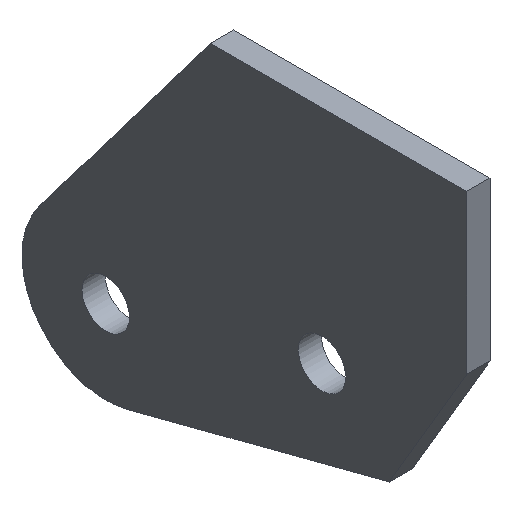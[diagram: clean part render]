
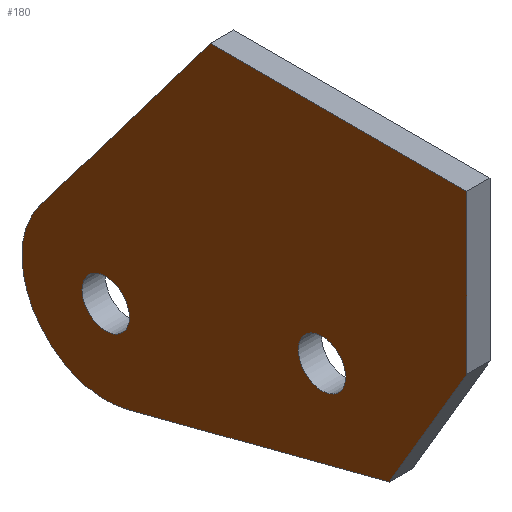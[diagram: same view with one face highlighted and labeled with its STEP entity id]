
A CAD part, isometric view. The second image highlights one B-rep face of the part: STEP entity #180.
In plain terms, the highlighted planar face has unit normal (-1, 0, 0).
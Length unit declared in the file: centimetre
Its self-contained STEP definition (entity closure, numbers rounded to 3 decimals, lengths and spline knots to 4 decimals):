
#21=FACE_BOUND('',#38,.T.);
#22=FACE_BOUND('',#39,.T.);
#27=FACE_OUTER_BOUND('',#37,.T.);
#37=EDGE_LOOP('',(#129,#130,#131,#132,#133,#134));
#38=EDGE_LOOP('',(#135));
#39=EDGE_LOOP('',(#136));
#53=CIRCLE('',#193,1.8);
#54=CIRCLE('',#194,0.51);
#55=CIRCLE('',#195,0.51);
#59=LINE('',#262,#75);
#60=LINE('',#266,#76);
#61=LINE('',#268,#77);
#62=LINE('',#270,#78);
#63=LINE('',#271,#79);
#75=VECTOR('',#212,6.1207);
#76=VECTOR('',#215,5.8333);
#77=VECTOR('',#216,3.2886);
#78=VECTOR('',#217,3.407);
#79=VECTOR('',#218,5.5134);
#91=VERTEX_POINT('',#260);
#92=VERTEX_POINT('',#261);
#93=VERTEX_POINT('',#263);
#94=VERTEX_POINT('',#265);
#95=VERTEX_POINT('',#267);
#96=VERTEX_POINT('',#269);
#97=VERTEX_POINT('',#272);
#98=VERTEX_POINT('',#274);
#107=EDGE_CURVE('',#91,#92,#59,.T.);
#108=EDGE_CURVE('',#92,#93,#53,.T.);
#109=EDGE_CURVE('',#93,#94,#60,.T.);
#110=EDGE_CURVE('',#94,#95,#61,.T.);
#111=EDGE_CURVE('',#96,#95,#62,.T.);
#112=EDGE_CURVE('',#91,#96,#63,.T.);
#113=EDGE_CURVE('',#97,#97,#54,.T.);
#114=EDGE_CURVE('',#98,#98,#55,.T.);
#129=ORIENTED_EDGE('',*,*,#107,.T.);
#130=ORIENTED_EDGE('',*,*,#108,.T.);
#131=ORIENTED_EDGE('',*,*,#109,.T.);
#132=ORIENTED_EDGE('',*,*,#110,.T.);
#133=ORIENTED_EDGE('',*,*,#111,.F.);
#134=ORIENTED_EDGE('',*,*,#112,.F.);
#135=ORIENTED_EDGE('',*,*,#113,.T.);
#136=ORIENTED_EDGE('',*,*,#114,.T.);
#173=PLANE('',#192);
#180=ADVANCED_FACE('',(#27,#21,#22),#173,.T.);
#192=AXIS2_PLACEMENT_3D('',#259,#210,#211);
#193=AXIS2_PLACEMENT_3D('',#264,#213,#214);
#194=AXIS2_PLACEMENT_3D('',#273,#219,#220);
#195=AXIS2_PLACEMENT_3D('',#275,#221,#222);
#210=DIRECTION('center_axis',(-1.,0.,0.));
#211=DIRECTION('ref_axis',(0.,0.,1.));
#212=DIRECTION('',(0.,0.602,-0.798));
#213=DIRECTION('center_axis',(-1.,0.,0.));
#214=DIRECTION('ref_axis',(0.,0.798,0.602));
#215=DIRECTION('',(0.,-0.968,0.252));
#216=DIRECTION('',(0.,-0.506,0.862));
#217=DIRECTION('',(0.,0.,-1.));
#218=DIRECTION('',(0.,-1.,0.));
#219=DIRECTION('center_axis',(1.,0.,0.));
#220=DIRECTION('ref_axis',(0.,0.,-1.));
#221=DIRECTION('center_axis',(1.,0.,0.));
#222=DIRECTION('ref_axis',(0.,0.,-1.));
#259=CARTESIAN_POINT('Origin',(-0.25,0.,0.));
#260=CARTESIAN_POINT('',(-0.25,10.15,-0.4));
#261=CARTESIAN_POINT('',(-0.25,13.8368,-5.2858));
#262=CARTESIAN_POINT('',(-0.25,10.15,-0.4));
#263=CARTESIAN_POINT('',(-0.25,11.9467,-8.112));
#264=CARTESIAN_POINT('Origin',(-0.25,12.4,-6.37));
#265=CARTESIAN_POINT('',(-0.25,6.3014,-6.643));
#266=CARTESIAN_POINT('',(-0.25,11.9467,-8.112));
#267=CARTESIAN_POINT('',(-0.25,4.6366,-3.807));
#268=CARTESIAN_POINT('',(-0.25,6.3014,-6.643));
#269=CARTESIAN_POINT('',(-0.25,4.6366,-0.4));
#270=CARTESIAN_POINT('',(-0.25,4.6366,-0.4));
#271=CARTESIAN_POINT('',(-0.25,10.15,-0.4));
#272=CARTESIAN_POINT('',(-0.25,12.4,-5.86));
#273=CARTESIAN_POINT('Origin',(-0.25,12.4,-6.37));
#274=CARTESIAN_POINT('',(-0.25,7.75,-4.65));
#275=CARTESIAN_POINT('Origin',(-0.25,7.75,-5.16));
